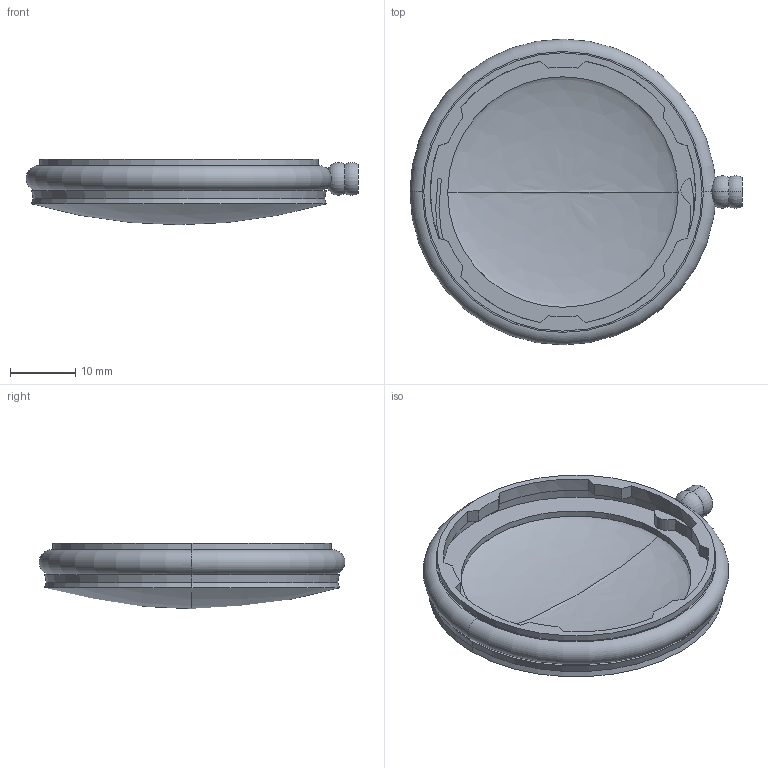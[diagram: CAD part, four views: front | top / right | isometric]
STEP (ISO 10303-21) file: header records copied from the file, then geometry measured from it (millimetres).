
FILE_DESCRIPTION (( 'STEP AP214' ), '1' );
FILE_NAME ('Clock.STEP', '2020-04-10T12:20:14', ( 'Elessar' ), ( '' ), 'SwSTEP 2.0', 'SolidWorks 2018', '' );
FILE_SCHEMA (( 'AUTOMOTIVE_DESIGN' ));
Length unit declared in the file: millimetre
Products named in the file (1): Clock
Bounding box: 50.7 x 46.7 x 10 mm (x, y, z)
Volume: 5739.9 mm3; surface area: 5943.2 mm2
Topology: 2 solids, 2 shells, 60 faces, 148 edges, 95 vertices
Faces by surface type: plane 29, cylinder 14, torus 6, bspline 5, cone 4, sphere 2
Entity records: 2102 total; most frequent: CARTESIAN_POINT 546, DIRECTION 311, ORIENTED_EDGE 292, EDGE_CURVE 146, AXIS2_PLACEMENT_3D 121, VERTEX_POINT 95, LINE 69, VECTOR 69
